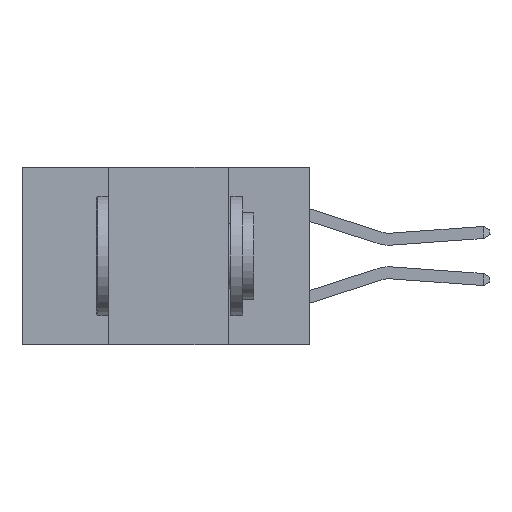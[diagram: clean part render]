
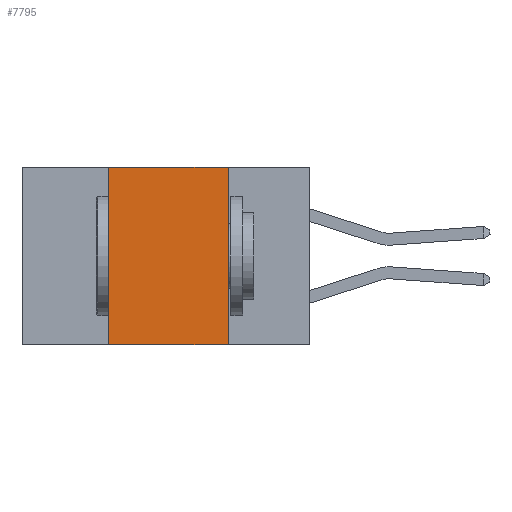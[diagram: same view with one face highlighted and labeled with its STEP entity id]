
A CAD part, left-side view. The second image highlights one B-rep face of the part: STEP entity #7795.
In plain terms, the highlighted planar face has unit normal (-1, 0, 0).
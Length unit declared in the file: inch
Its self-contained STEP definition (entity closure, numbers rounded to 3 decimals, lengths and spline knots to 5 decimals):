
#296 = EDGE_CURVE ( 'NONE', #4735, #10962, #22526, .T. ) ;
#457 = VERTEX_POINT ( 'NONE', #3915 ) ;
#846 = LINE ( 'NONE', #9995, #15515 ) ;
#3915 = CARTESIAN_POINT ( 'NONE',  ( 0., 0.42, -0.37 ) ) ;
#4120 = EDGE_CURVE ( 'NONE', #10962, #14175, #24678, .T. ) ;
#4735 = VERTEX_POINT ( 'NONE', #19822 ) ;
#4798 = VECTOR ( 'NONE', #18711, 39.37008 ) ;
#4992 = AXIS2_PLACEMENT_3D ( 'NONE', #6743, #10793, #24669 ) ;
#5941 = ORIENTED_EDGE ( 'NONE', *, *, #22798, .F. ) ;
#6507 = CARTESIAN_POINT ( 'NONE',  ( 0., 0.17, 0. ) ) ;
#6743 = CARTESIAN_POINT ( 'NONE',  ( 0., 0.6, 0. ) ) ;
#7795 = ADVANCED_FACE ( 'NONE', ( #21787 ), #16709, .F. ) ;
#9995 = CARTESIAN_POINT ( 'NONE',  ( 0., 0.6, -0.37 ) ) ;
#10136 = EDGE_CURVE ( 'NONE', #457, #14175, #846, .T. ) ;
#10793 = DIRECTION ( 'NONE',  ( 1., 0., 0. ) ) ;
#10962 = VERTEX_POINT ( 'NONE', #6507 ) ;
#11313 = CARTESIAN_POINT ( 'NONE',  ( 0., 0.42, 0. ) ) ;
#12604 = ORIENTED_EDGE ( 'NONE', *, *, #4120, .F. ) ;
#12708 = LINE ( 'NONE', #11313, #18039 ) ;
#13854 = ORIENTED_EDGE ( 'NONE', *, *, #10136, .T. ) ;
#14175 = VERTEX_POINT ( 'NONE', #16328 ) ;
#15515 = VECTOR ( 'NONE', #18051, 39.37008 ) ;
#16328 = CARTESIAN_POINT ( 'NONE',  ( 0., 0.17, -0.37 ) ) ;
#16709 = PLANE ( 'NONE',  #4992 ) ;
#17301 = EDGE_LOOP ( 'NONE', ( #12604, #21918, #5941, #13854 ) ) ;
#18039 = VECTOR ( 'NONE', #19311, 39.37008 ) ;
#18051 = DIRECTION ( 'NONE',  ( 0., -1., 0. ) ) ;
#18711 = DIRECTION ( 'NONE',  ( 0., 0., -1. ) ) ;
#19311 = DIRECTION ( 'NONE',  ( 0., 0., 1. ) ) ;
#19732 = CARTESIAN_POINT ( 'NONE',  ( 0., 0.17, 0. ) ) ;
#19822 = CARTESIAN_POINT ( 'NONE',  ( 0., 0.42, 0. ) ) ;
#20238 = CARTESIAN_POINT ( 'NONE',  ( 0., 0.6, 0. ) ) ;
#21787 = FACE_OUTER_BOUND ( 'NONE', #17301, .T. ) ;
#21911 = VECTOR ( 'NONE', #23691, 39.37008 ) ;
#21918 = ORIENTED_EDGE ( 'NONE', *, *, #296, .F. ) ;
#22526 = LINE ( 'NONE', #20238, #21911 ) ;
#22798 = EDGE_CURVE ( 'NONE', #457, #4735, #12708, .T. ) ;
#23691 = DIRECTION ( 'NONE',  ( 0., -1., 0. ) ) ;
#24669 = DIRECTION ( 'NONE',  ( 0., 0., -1. ) ) ;
#24678 = LINE ( 'NONE', #19732, #4798 ) ;
